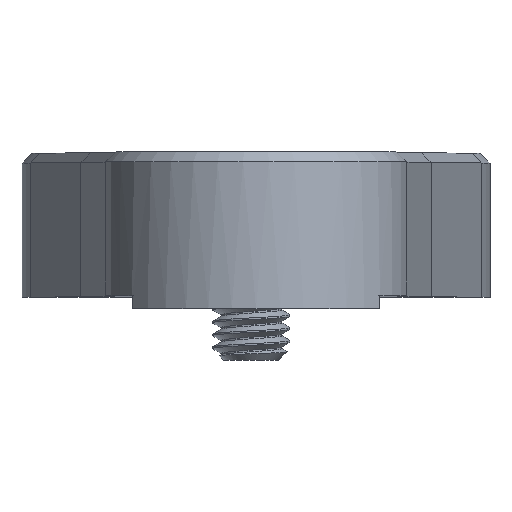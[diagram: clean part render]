
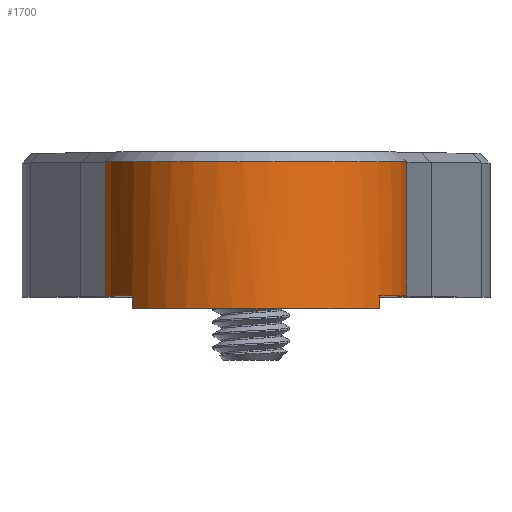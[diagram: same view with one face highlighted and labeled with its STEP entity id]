
A CAD part, top view. The second image highlights one B-rep face of the part: STEP entity #1700.
In plain terms, the highlighted cylindrical face has radius 11.684 mm (diameter 23.368 mm), a partial arc.
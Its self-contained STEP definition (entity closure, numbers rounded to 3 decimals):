
#286 = CARTESIAN_POINT ( 'NONE',  ( -11.662, -5.588, 57.576 ) ) ;
#470 = ORIENTED_EDGE ( 'NONE', *, *, #5546, .T. ) ;
#499 = CIRCLE ( 'NONE', #5333, 11.684 ) ;
#905 = CARTESIAN_POINT ( 'NONE',  ( 11.662, 4.826, 57.576 ) ) ;
#1502 = ORIENTED_EDGE ( 'NONE', *, *, #2722, .F. ) ;
#1700 = ADVANCED_FACE ( 'NONE', ( #20438 ), #20985, .T. ) ;
#2442 = VERTEX_POINT ( 'NONE', #286 ) ;
#2708 = CARTESIAN_POINT ( 'NONE',  ( 0., 4.826, 58.293 ) ) ;
#2722 = EDGE_CURVE ( 'NONE', #14134, #14320, #9507, .T. ) ;
#2982 = VERTEX_POINT ( 'NONE', #14854 ) ;
#3025 = DIRECTION ( 'NONE',  ( 0., 1., 0. ) ) ;
#4566 = DIRECTION ( 'NONE',  ( 0., -1., 0. ) ) ;
#4811 = CARTESIAN_POINT ( 'NONE',  ( 0., -5.588, 58.293 ) ) ;
#5063 = DIRECTION ( 'NONE',  ( 0., 1., 0. ) ) ;
#5288 = CARTESIAN_POINT ( 'NONE',  ( 11.662, 5.588, 57.576 ) ) ;
#5333 = AXIS2_PLACEMENT_3D ( 'NONE', #20198, #6108, #13116 ) ;
#5483 = CARTESIAN_POINT ( 'NONE',  ( -9.612, -5.588, 64.935 ) ) ;
#5546 = EDGE_CURVE ( 'NONE', #21607, #5708, #16669, .T. ) ;
#5708 = VERTEX_POINT ( 'NONE', #9857 ) ;
#5803 = ORIENTED_EDGE ( 'NONE', *, *, #8374, .T. ) ;
#6108 = DIRECTION ( 'NONE',  ( 0., 1., 0. ) ) ;
#6281 = AXIS2_PLACEMENT_3D ( 'NONE', #2708, #9561, #14972 ) ;
#6605 = DIRECTION ( 'NONE',  ( 0., 0., -1. ) ) ;
#7208 = EDGE_CURVE ( 'NONE', #14134, #21607, #11628, .T. ) ;
#7359 = ORIENTED_EDGE ( 'NONE', *, *, #7208, .T. ) ;
#7552 = VECTOR ( 'NONE', #4566, 1000. ) ;
#8374 = EDGE_CURVE ( 'NONE', #20979, #2982, #17397, .T. ) ;
#9507 = LINE ( 'NONE', #15463, #11440 ) ;
#9561 = DIRECTION ( 'NONE',  ( 0., -1., 0. ) ) ;
#9818 = CARTESIAN_POINT ( 'NONE',  ( 0., 5.588, 58.293 ) ) ;
#9857 = CARTESIAN_POINT ( 'NONE',  ( 9.612, -5.588, 64.935 ) ) ;
#9916 = CARTESIAN_POINT ( 'NONE',  ( -9.612, -6.604, 64.935 ) ) ;
#10290 = CARTESIAN_POINT ( 'NONE',  ( 9.612, -6.604, 64.935 ) ) ;
#10513 = DIRECTION ( 'NONE',  ( 0., 0., 1. ) ) ;
#11440 = VECTOR ( 'NONE', #13658, 1000. ) ;
#11441 = DIRECTION ( 'NONE',  ( 0., -1., 0. ) ) ;
#11628 = CIRCLE ( 'NONE', #13826, 11.684 ) ;
#12158 = EDGE_LOOP ( 'NONE', ( #15474, #5803, #17338, #16099, #1502, #7359, #470, #20155 ) ) ;
#13116 = DIRECTION ( 'NONE',  ( 0., 0., -1. ) ) ;
#13388 = VECTOR ( 'NONE', #22714, 1000. ) ;
#13521 = CARTESIAN_POINT ( 'NONE',  ( -11.662, 5.588, 57.576 ) ) ;
#13658 = DIRECTION ( 'NONE',  ( 0., 1., 0. ) ) ;
#13784 = AXIS2_PLACEMENT_3D ( 'NONE', #9818, #11441, #16833 ) ;
#13826 = AXIS2_PLACEMENT_3D ( 'NONE', #15819, #5063, #10513 ) ;
#14134 = VERTEX_POINT ( 'NONE', #9916 ) ;
#14320 = VERTEX_POINT ( 'NONE', #5483 ) ;
#14854 = CARTESIAN_POINT ( 'NONE',  ( -11.662, 4.826, 57.576 ) ) ;
#14972 = DIRECTION ( 'NONE',  ( 0., 0., 1. ) ) ;
#15456 = EDGE_CURVE ( 'NONE', #5708, #20377, #499, .T. ) ;
#15463 = CARTESIAN_POINT ( 'NONE',  ( -9.612, -6.604, 64.935 ) ) ;
#15474 = ORIENTED_EDGE ( 'NONE', *, *, #18749, .F. ) ;
#15510 = VECTOR ( 'NONE', #22767, 1000. ) ;
#15611 = CARTESIAN_POINT ( 'NONE',  ( 11.662, -5.588, 57.576 ) ) ;
#15819 = CARTESIAN_POINT ( 'NONE',  ( 0., -6.604, 58.293 ) ) ;
#16099 = ORIENTED_EDGE ( 'NONE', *, *, #21547, .T. ) ;
#16379 = LINE ( 'NONE', #5288, #15510 ) ;
#16669 = LINE ( 'NONE', #10290, #13388 ) ;
#16833 = DIRECTION ( 'NONE',  ( 0., 0., -1. ) ) ;
#17338 = ORIENTED_EDGE ( 'NONE', *, *, #18129, .T. ) ;
#17397 = CIRCLE ( 'NONE', #6281, 11.684 ) ;
#18129 = EDGE_CURVE ( 'NONE', #2982, #2442, #21913, .T. ) ;
#18749 = EDGE_CURVE ( 'NONE', #20979, #20377, #16379, .T. ) ;
#20155 = ORIENTED_EDGE ( 'NONE', *, *, #15456, .T. ) ;
#20198 = CARTESIAN_POINT ( 'NONE',  ( 0., -5.588, 58.293 ) ) ;
#20377 = VERTEX_POINT ( 'NONE', #15611 ) ;
#20438 = FACE_OUTER_BOUND ( 'NONE', #12158, .T. ) ;
#20828 = CARTESIAN_POINT ( 'NONE',  ( 9.612, -6.604, 64.935 ) ) ;
#20970 = AXIS2_PLACEMENT_3D ( 'NONE', #4811, #3025, #6605 ) ;
#20979 = VERTEX_POINT ( 'NONE', #905 ) ;
#20985 = CYLINDRICAL_SURFACE ( 'NONE', #13784, 11.684 ) ;
#21547 = EDGE_CURVE ( 'NONE', #2442, #14320, #22607, .T. ) ;
#21607 = VERTEX_POINT ( 'NONE', #20828 ) ;
#21913 = LINE ( 'NONE', #13521, #7552 ) ;
#22607 = CIRCLE ( 'NONE', #20970, 11.684 ) ;
#22714 = DIRECTION ( 'NONE',  ( 0., 1., 0. ) ) ;
#22767 = DIRECTION ( 'NONE',  ( 0., -1., 0. ) ) ;
